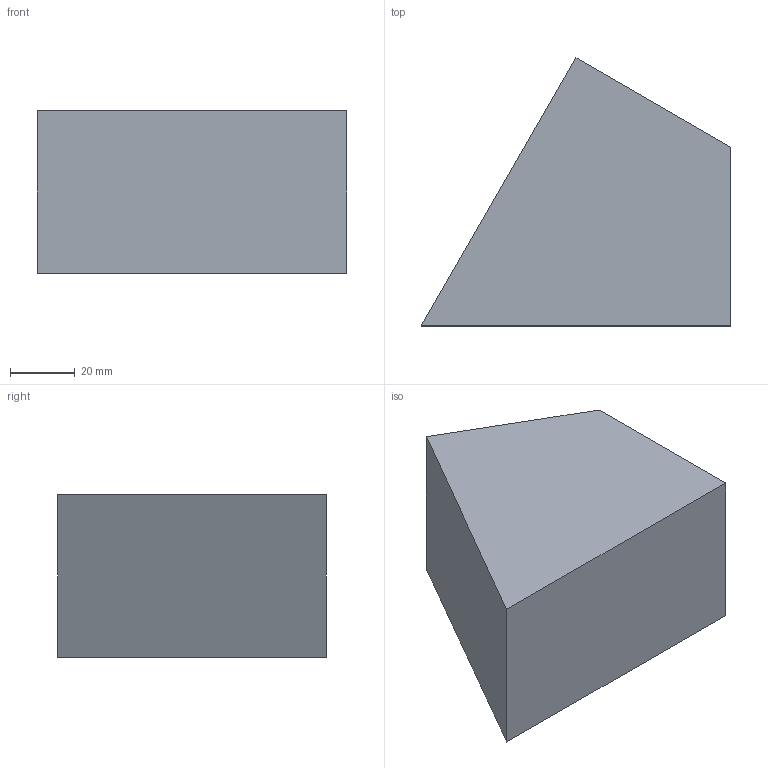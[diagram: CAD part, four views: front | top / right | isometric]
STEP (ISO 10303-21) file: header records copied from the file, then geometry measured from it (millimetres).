
FILE_DESCRIPTION(/* description */ (''),/* implementation_level */ '2;1');
FILE_NAME(/* name */ 'ANGLE TRIANGLE 60DEGRES v6.step',/* time_stamp */ '2020-05-10T10:06:20+02:00',/* author */ (''),/* organization */ (''),/* preprocessor_version */ 'ST-DEVELOPER v18.1',/* originating_system */ 'Autodesk Translation Framework v9.2.0.1227',/* authorisation */ '');
FILE_SCHEMA (('AUTOMOTIVE_DESIGN { 1 0 10303 214 3 1 1 }'));
Length unit declared in the file: millimetre
Products named in the file (1): ANGLE TRIANGLE 60DEGRES
Bounding box: 95.26 x 82.5 x 50 mm (x, y, z)
Volume: 257236.2 mm3; surface area: 27392.7 mm2
Topology: 1 solids, 1 shells, 18 faces, 46 edges, 32 vertices
Faces by surface type: plane 8, cylinder 6, cone 4
Full cylindrical faces by diameter (mm): 6.1 x2, 10.274 x2, 11.301 x2
Entity records: 575 total; most frequent: DIRECTION 100, CARTESIAN_POINT 93, ORIENTED_EDGE 84, EDGE_CURVE 42, AXIS2_PLACEMENT_3D 39, VERTEX_POINT 32, EDGE_LOOP 24, LINE 22
